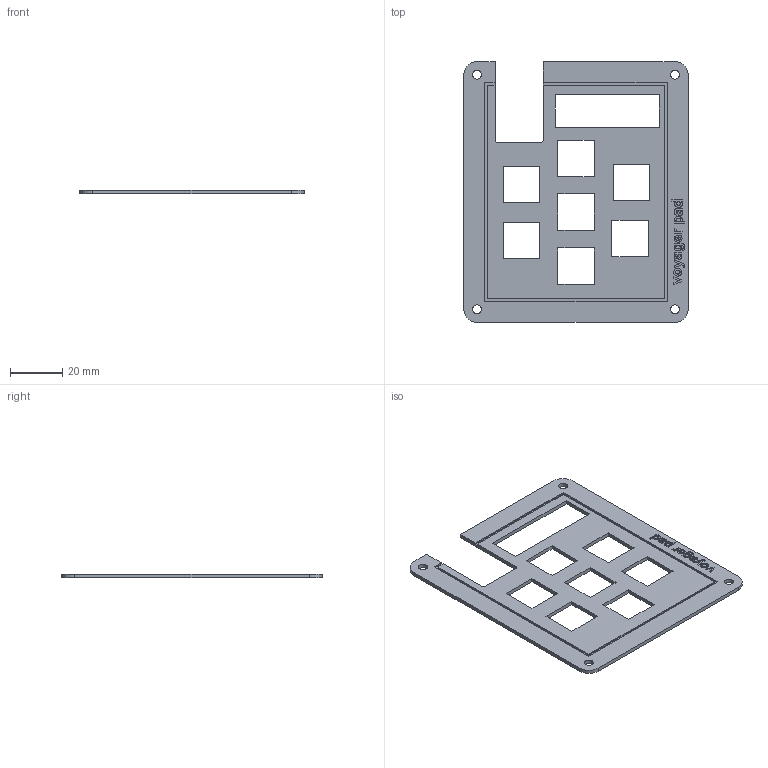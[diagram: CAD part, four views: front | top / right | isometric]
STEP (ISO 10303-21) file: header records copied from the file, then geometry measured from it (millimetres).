
FILE_DESCRIPTION(/* description */ (''),/* implementation_level */ '2;1');
FILE_NAME(/* name */ 'TOP_CASE.step',/* time_stamp */ '2025-08-16T08:04:23+05:30',/* author */ (''),/* organization */ (''),/* preprocessor_version */ 'ST-DEVELOPER v20.1',/* originating_system */ 'Autodesk Translation Framework v14.10.0.0',/* authorisation */ '');
FILE_SCHEMA (('AUTOMOTIVE_DESIGN { 1 0 10303 214 3 1 1 }'));
Length unit declared in the file: millimetre
Products named in the file (1): 2025-08-02-08-59-52-354
Bounding box: 86 x 100 x 1.5 mm (x, y, z)
Volume: 8976.3 mm3; surface area: 14006.7 mm2
Topology: 1 solids, 1 shells, 297 faces, 834 edges, 556 vertices
Faces by surface type: bspline 166, plane 121, cylinder 10
Full cylindrical faces by diameter (mm): 3.4 x4
Entity records: 11129 total; most frequent: CARTESIAN_POINT 4510, ORIENTED_EDGE 1668, EDGE_CURVE 834, DIRECTION 786, VERTEX_POINT 556, LINE 482, VECTOR 482, EDGE_LOOP 338
